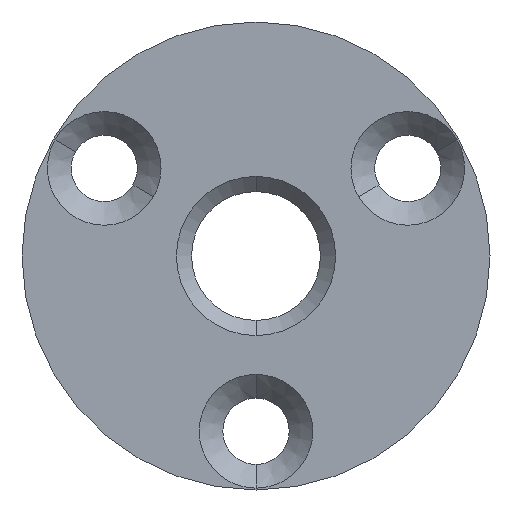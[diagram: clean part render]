
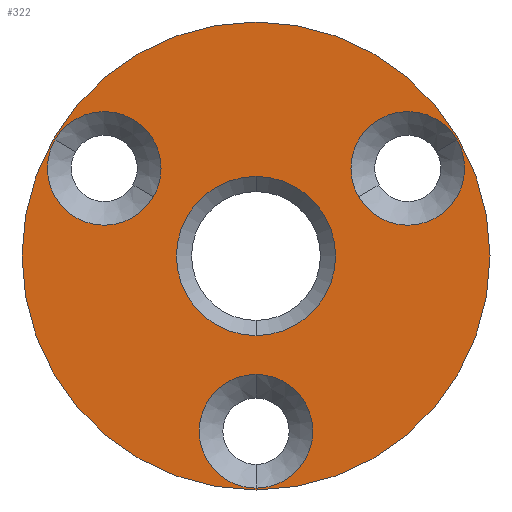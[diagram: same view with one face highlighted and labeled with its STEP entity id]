
A CAD part, front view. The second image highlights one B-rep face of the part: STEP entity #322.
In plain terms, the highlighted planar face has unit normal (0, -1, 0).
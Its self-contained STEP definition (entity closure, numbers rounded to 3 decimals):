
#1 = CARTESIAN_POINT ( 'NONE',  ( -10.609, 0., 6.125 ) ) ;
#3 = VERTEX_POINT ( 'NONE', #483 ) ;
#7 = DIRECTION ( 'NONE',  ( -0.866, 0., -0.5 ) ) ;
#10 = AXIS2_PLACEMENT_3D ( 'NONE', #564, #178, #370 ) ;
#14 = EDGE_CURVE ( 'NONE', #754, #309, #530, .T. ) ;
#15 = CIRCLE ( 'NONE', #82, 3. ) ;
#19 = CARTESIAN_POINT ( 'NONE',  ( -8.011, 0., 4.625 ) ) ;
#21 = CARTESIAN_POINT ( 'NONE',  ( 10.609, 0., 6.125 ) ) ;
#22 = EDGE_LOOP ( 'NONE', ( #614, #715 ) ) ;
#31 = DIRECTION ( 'NONE',  ( 0., 0., 1. ) ) ;
#39 = VERTEX_POINT ( 'NONE', #825 ) ;
#40 = DIRECTION ( 'NONE',  ( 0., 1., 0. ) ) ;
#48 = DIRECTION ( 'NONE',  ( 0., 1., 0. ) ) ;
#64 = ORIENTED_EDGE ( 'NONE', *, *, #734, .T. ) ;
#67 = AXIS2_PLACEMENT_3D ( 'NONE', #351, #294, #110 ) ;
#82 = AXIS2_PLACEMENT_3D ( 'NONE', #311, #320, #7 ) ;
#87 = DIRECTION ( 'NONE',  ( 0., 1., 0. ) ) ;
#90 = EDGE_CURVE ( 'NONE', #309, #754, #672, .T. ) ;
#110 = DIRECTION ( 'NONE',  ( 0., 0., 1. ) ) ;
#117 = CIRCLE ( 'NONE', #423, 4.2 ) ;
#146 = PLANE ( 'NONE',  #233 ) ;
#149 = EDGE_CURVE ( 'NONE', #592, #416, #15, .T. ) ;
#162 = CARTESIAN_POINT ( 'NONE',  ( 5.413, 0., 3.125 ) ) ;
#177 = DIRECTION ( 'NONE',  ( 0., 0., 1. ) ) ;
#178 = DIRECTION ( 'NONE',  ( 0., 1., 0. ) ) ;
#233 = AXIS2_PLACEMENT_3D ( 'NONE', #809, #463, #802 ) ;
#249 = AXIS2_PLACEMENT_3D ( 'NONE', #567, #48, #845 ) ;
#254 = ORIENTED_EDGE ( 'NONE', *, *, #149, .T. ) ;
#260 = VERTEX_POINT ( 'NONE', #1 ) ;
#263 = DIRECTION ( 'NONE',  ( 0.866, 0., -0.5 ) ) ;
#291 = CARTESIAN_POINT ( 'NONE',  ( -5.413, 0., 3.125 ) ) ;
#292 = CARTESIAN_POINT ( 'NONE',  ( 0., 0., 0. ) ) ;
#294 = DIRECTION ( 'NONE',  ( 0., 1., 0. ) ) ;
#298 = EDGE_CURVE ( 'NONE', #416, #592, #851, .T. ) ;
#306 = FACE_OUTER_BOUND ( 'NONE', #658, .T. ) ;
#309 = VERTEX_POINT ( 'NONE', #382 ) ;
#310 = AXIS2_PLACEMENT_3D ( 'NONE', #702, #638, #177 ) ;
#311 = CARTESIAN_POINT ( 'NONE',  ( 8.011, 0., 4.625 ) ) ;
#318 = EDGE_LOOP ( 'NONE', ( #64, #529 ) ) ;
#320 = DIRECTION ( 'NONE',  ( 0., 1., 0. ) ) ;
#322 = ADVANCED_FACE ( 'NONE', ( #585, #750, #722, #506, #306 ), #146, .F. ) ;
#327 = CARTESIAN_POINT ( 'NONE',  ( 0., 0., -9.25 ) ) ;
#351 = CARTESIAN_POINT ( 'NONE',  ( 0., 0., 0. ) ) ;
#354 = CARTESIAN_POINT ( 'NONE',  ( 0., 0., 0. ) ) ;
#360 = ORIENTED_EDGE ( 'NONE', *, *, #90, .F. ) ;
#370 = DIRECTION ( 'NONE',  ( 0., 0., 1. ) ) ;
#371 = EDGE_CURVE ( 'NONE', #260, #634, #534, .T. ) ;
#377 = VERTEX_POINT ( 'NONE', #800 ) ;
#382 = CARTESIAN_POINT ( 'NONE',  ( 0., 0., 12.35 ) ) ;
#388 = ORIENTED_EDGE ( 'NONE', *, *, #767, .T. ) ;
#416 = VERTEX_POINT ( 'NONE', #21 ) ;
#423 = AXIS2_PLACEMENT_3D ( 'NONE', #354, #424, #623 ) ;
#424 = DIRECTION ( 'NONE',  ( 0., 1., 0. ) ) ;
#430 = EDGE_CURVE ( 'NONE', #39, #377, #797, .T. ) ;
#450 = CARTESIAN_POINT ( 'NONE',  ( 8.011, 0., 4.625 ) ) ;
#463 = DIRECTION ( 'NONE',  ( 0., 1., 0. ) ) ;
#474 = DIRECTION ( 'NONE',  ( 0., 1., 0. ) ) ;
#476 = EDGE_LOOP ( 'NONE', ( #388, #680 ) ) ;
#483 = CARTESIAN_POINT ( 'NONE',  ( 0., 0., -4.2 ) ) ;
#506 = FACE_BOUND ( 'NONE', #318, .T. ) ;
#517 = AXIS2_PLACEMENT_3D ( 'NONE', #19, #87, #263 ) ;
#523 = CIRCLE ( 'NONE', #10, 3. ) ;
#529 = ORIENTED_EDGE ( 'NONE', *, *, #430, .T. ) ;
#530 = CIRCLE ( 'NONE', #67, 12.35 ) ;
#534 = CIRCLE ( 'NONE', #517, 3. ) ;
#545 = CARTESIAN_POINT ( 'NONE',  ( 0., 0., 4.2 ) ) ;
#547 = VERTEX_POINT ( 'NONE', #545 ) ;
#564 = CARTESIAN_POINT ( 'NONE',  ( 0., 0., -9.25 ) ) ;
#567 = CARTESIAN_POINT ( 'NONE',  ( -8.011, 0., 4.625 ) ) ;
#573 = CARTESIAN_POINT ( 'NONE',  ( 0., 0., -12.35 ) ) ;
#578 = EDGE_LOOP ( 'NONE', ( #671, #254 ) ) ;
#585 = FACE_BOUND ( 'NONE', #476, .T. ) ;
#592 = VERTEX_POINT ( 'NONE', #162 ) ;
#599 = EDGE_CURVE ( 'NONE', #547, #3, #117, .T. ) ;
#605 = DIRECTION ( 'NONE',  ( -0.866, 0., -0.5 ) ) ;
#614 = ORIENTED_EDGE ( 'NONE', *, *, #371, .T. ) ;
#623 = DIRECTION ( 'NONE',  ( 0., 0., 1. ) ) ;
#634 = VERTEX_POINT ( 'NONE', #291 ) ;
#638 = DIRECTION ( 'NONE',  ( 0., 1., 0. ) ) ;
#648 = AXIS2_PLACEMENT_3D ( 'NONE', #327, #474, #31 ) ;
#652 = AXIS2_PLACEMENT_3D ( 'NONE', #450, #714, #605 ) ;
#658 = EDGE_LOOP ( 'NONE', ( #360, #725 ) ) ;
#671 = ORIENTED_EDGE ( 'NONE', *, *, #298, .T. ) ;
#672 = CIRCLE ( 'NONE', #310, 12.35 ) ;
#680 = ORIENTED_EDGE ( 'NONE', *, *, #599, .T. ) ;
#702 = CARTESIAN_POINT ( 'NONE',  ( 0., 0., 0. ) ) ;
#710 = CIRCLE ( 'NONE', #249, 3. ) ;
#714 = DIRECTION ( 'NONE',  ( 0., 1., 0. ) ) ;
#715 = ORIENTED_EDGE ( 'NONE', *, *, #828, .T. ) ;
#722 = FACE_BOUND ( 'NONE', #22, .T. ) ;
#725 = ORIENTED_EDGE ( 'NONE', *, *, #14, .F. ) ;
#734 = EDGE_CURVE ( 'NONE', #377, #39, #523, .T. ) ;
#749 = AXIS2_PLACEMENT_3D ( 'NONE', #292, #40, #841 ) ;
#750 = FACE_BOUND ( 'NONE', #578, .T. ) ;
#754 = VERTEX_POINT ( 'NONE', #573 ) ;
#767 = EDGE_CURVE ( 'NONE', #3, #547, #786, .T. ) ;
#786 = CIRCLE ( 'NONE', #749, 4.2 ) ;
#797 = CIRCLE ( 'NONE', #648, 3. ) ;
#800 = CARTESIAN_POINT ( 'NONE',  ( 0., 0., -12.25 ) ) ;
#802 = DIRECTION ( 'NONE',  ( 0., 0., 1. ) ) ;
#809 = CARTESIAN_POINT ( 'NONE',  ( 0., 0., 0. ) ) ;
#825 = CARTESIAN_POINT ( 'NONE',  ( 0., 0., -6.25 ) ) ;
#828 = EDGE_CURVE ( 'NONE', #634, #260, #710, .T. ) ;
#841 = DIRECTION ( 'NONE',  ( 0., 0., 1. ) ) ;
#845 = DIRECTION ( 'NONE',  ( 0.866, 0., -0.5 ) ) ;
#851 = CIRCLE ( 'NONE', #652, 3. ) ;
